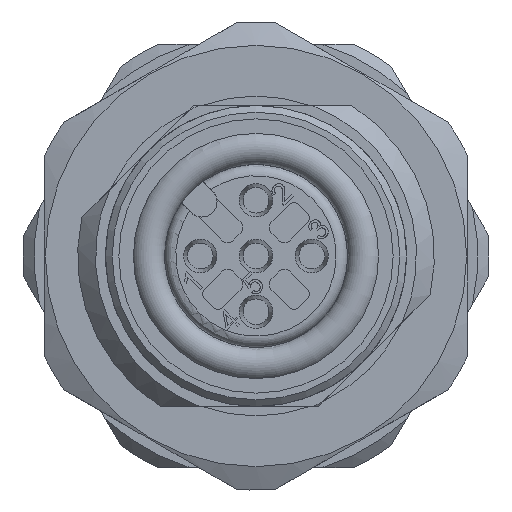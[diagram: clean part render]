
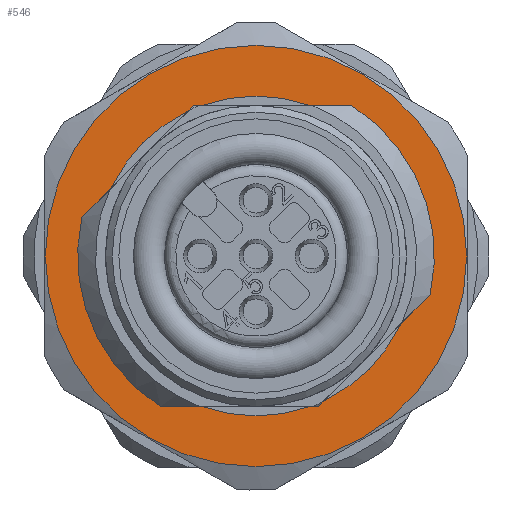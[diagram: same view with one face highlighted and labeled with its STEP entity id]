
A CAD part, front view. The second image highlights one B-rep face of the part: STEP entity #546.
In plain terms, the highlighted planar face has unit normal (0, -1, 0).
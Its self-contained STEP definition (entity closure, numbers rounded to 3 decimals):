
#276=FACE_BOUND('',#1093,.T.);
#277=FACE_BOUND('',#1094,.T.);
#418=PLANE('',#4652);
#546=ADVANCED_FACE('',(#276,#277),#418,.T.);
#1093=EDGE_LOOP('',(#2183));
#1094=EDGE_LOOP('',(#2184,#2185,#2186,#2187,#2188,#2189,#2190,#2191,#2192,
#2193,#2194,#2195,#2196,#2197));
#1428=LINE('',#6371,#1735);
#1430=LINE('',#6374,#1737);
#1436=LINE('',#6390,#1743);
#1437=LINE('',#6391,#1744);
#1443=LINE('',#6407,#1750);
#1445=LINE('',#6410,#1752);
#1450=LINE('',#6424,#1757);
#1451=LINE('',#6425,#1758);
#1735=VECTOR('',#5139,1.);
#1737=VECTOR('',#5141,1.);
#1743=VECTOR('',#5149,1.);
#1744=VECTOR('',#5150,1.);
#1750=VECTOR('',#5158,1.);
#1752=VECTOR('',#5160,1.);
#1757=VECTOR('',#5167,1.);
#1758=VECTOR('',#5168,1.);
#2183=ORIENTED_EDGE('',*,*,#3847,.F.);
#2184=ORIENTED_EDGE('',*,*,#3820,.F.);
#2185=ORIENTED_EDGE('',*,*,#3827,.F.);
#2186=ORIENTED_EDGE('',*,*,#3848,.F.);
#2187=ORIENTED_EDGE('',*,*,#3828,.F.);
#2188=ORIENTED_EDGE('',*,*,#3803,.F.);
#2189=ORIENTED_EDGE('',*,*,#3843,.T.);
#2190=ORIENTED_EDGE('',*,*,#3849,.F.);
#2191=ORIENTED_EDGE('',*,*,#3844,.T.);
#2192=ORIENTED_EDGE('',*,*,#3835,.T.);
#2193=ORIENTED_EDGE('',*,*,#3850,.F.);
#2194=ORIENTED_EDGE('',*,*,#3837,.T.);
#2195=ORIENTED_EDGE('',*,*,#3780,.F.);
#2196=ORIENTED_EDGE('',*,*,#3818,.F.);
#2197=ORIENTED_EDGE('',*,*,#3851,.F.);
#3336=VERTEX_POINT('',#6263);
#3338=VERTEX_POINT('',#6266);
#3353=VERTEX_POINT('',#6328);
#3354=VERTEX_POINT('',#6330);
#3363=VERTEX_POINT('',#6370);
#3364=VERTEX_POINT('',#6373);
#3365=VERTEX_POINT('',#6375);
#3369=VERTEX_POINT('',#6389);
#3370=VERTEX_POINT('',#6392);
#3374=VERTEX_POINT('',#6406);
#3375=VERTEX_POINT('',#6408);
#3376=VERTEX_POINT('',#6411);
#3379=VERTEX_POINT('',#6423);
#3380=VERTEX_POINT('',#6426);
#3382=VERTEX_POINT('',#6432);
#3780=EDGE_CURVE('',#3336,#3338,#4405,.T.);
#3803=EDGE_CURVE('',#3353,#3354,#4414,.T.);
#3818=EDGE_CURVE('',#3363,#3336,#1428,.T.);
#3820=EDGE_CURVE('',#3364,#3365,#1430,.T.);
#3827=EDGE_CURVE('',#3369,#3364,#1436,.T.);
#3828=EDGE_CURVE('',#3354,#3370,#1437,.T.);
#3835=EDGE_CURVE('',#3375,#3374,#1443,.T.);
#3837=EDGE_CURVE('',#3376,#3338,#1445,.T.);
#3843=EDGE_CURVE('',#3353,#3379,#1450,.T.);
#3844=EDGE_CURVE('',#3380,#3375,#1451,.T.);
#3847=EDGE_CURVE('',#3382,#3382,#4421,.T.);
#3848=EDGE_CURVE('',#3370,#3369,#4422,.T.);
#3849=EDGE_CURVE('',#3380,#3379,#4423,.T.);
#3850=EDGE_CURVE('',#3376,#3374,#4424,.T.);
#3851=EDGE_CURVE('',#3365,#3363,#4425,.T.);
#4405=CIRCLE('',#4612,8.);
#4414=CIRCLE('',#4628,8.);
#4421=CIRCLE('',#4647,9.45);
#4422=CIRCLE('',#4648,7.172);
#4423=CIRCLE('',#4649,7.172);
#4424=CIRCLE('',#4650,7.172);
#4425=CIRCLE('',#4651,7.172);
#4612=AXIS2_PLACEMENT_3D('',#6265,#5064,#5065);
#4628=AXIS2_PLACEMENT_3D('',#6329,#5104,#5105);
#4647=AXIS2_PLACEMENT_3D('',#6431,#5173,#5174);
#4648=AXIS2_PLACEMENT_3D('',#6433,#5175,#5176);
#4649=AXIS2_PLACEMENT_3D('',#6434,#5177,#5178);
#4650=AXIS2_PLACEMENT_3D('',#6435,#5179,#5180);
#4651=AXIS2_PLACEMENT_3D('',#6436,#5181,#5182);
#4652=AXIS2_PLACEMENT_3D('',#6437,#5183,#5184);
#5064=DIRECTION('',(0.,-1.,0.));
#5065=DIRECTION('',(0.,0.,1.));
#5104=DIRECTION('',(0.,-1.,0.));
#5105=DIRECTION('',(0.,0.,1.));
#5139=DIRECTION('',(-0.707,0.,-0.707));
#5141=DIRECTION('',(-0.707,0.,-0.707));
#5149=DIRECTION('',(-1.,0.,0.));
#5150=DIRECTION('',(-1.,0.,0.));
#5158=DIRECTION('',(-1.,0.,0.));
#5160=DIRECTION('',(-1.,0.,0.));
#5167=DIRECTION('',(-0.707,0.,-0.707));
#5168=DIRECTION('',(-0.707,0.,-0.707));
#5173=DIRECTION('',(0.,1.,0.));
#5174=DIRECTION('',(0.5,0.,0.866));
#5175=DIRECTION('',(0.,-1.,0.));
#5176=DIRECTION('',(-0.5,0.,-0.866));
#5177=DIRECTION('',(0.,-1.,0.));
#5178=DIRECTION('',(-0.5,0.,-0.866));
#5179=DIRECTION('',(0.,-1.,0.));
#5180=DIRECTION('',(-0.5,0.,-0.866));
#5181=DIRECTION('',(0.,-1.,0.));
#5182=DIRECTION('',(-0.5,0.,-0.866));
#5183=DIRECTION('',(0.,-1.,0.));
#5184=DIRECTION('',(-0.5,0.,-0.866));
#6263=CARTESIAN_POINT('',(0.641,1.05,1.737));
#6265=CARTESIAN_POINT('',(8.45,1.05,0.));
#6266=CARTESIAN_POINT('',(4.156,1.05,-6.75));
#6328=CARTESIAN_POINT('',(16.259,1.05,-1.737));
#6329=CARTESIAN_POINT('',(8.45,1.05,0.));
#6330=CARTESIAN_POINT('',(12.744,1.05,6.75));
#6370=CARTESIAN_POINT('',(1.963,1.05,3.059));
#6371=CARTESIAN_POINT('',(-0.385,1.05,0.711));
#6373=CARTESIAN_POINT('',(5.654,1.05,6.75));
#6374=CARTESIAN_POINT('',(-0.385,1.05,0.711));
#6375=CARTESIAN_POINT('',(5.391,1.05,6.487));
#6389=CARTESIAN_POINT('',(6.026,1.05,6.75));
#6390=CARTESIAN_POINT('',(5.654,1.05,6.75));
#6391=CARTESIAN_POINT('',(5.654,1.05,6.75));
#6392=CARTESIAN_POINT('',(10.874,1.05,6.75));
#6406=CARTESIAN_POINT('',(10.874,1.05,-6.75));
#6407=CARTESIAN_POINT('',(2.706,1.05,-6.75));
#6408=CARTESIAN_POINT('',(11.246,1.05,-6.75));
#6410=CARTESIAN_POINT('',(2.706,1.05,-6.75));
#6411=CARTESIAN_POINT('',(6.026,1.05,-6.75));
#6423=CARTESIAN_POINT('',(14.937,1.05,-3.059));
#6424=CARTESIAN_POINT('',(11.246,1.05,-6.75));
#6425=CARTESIAN_POINT('',(11.246,1.05,-6.75));
#6426=CARTESIAN_POINT('',(11.509,1.05,-6.487));
#6431=CARTESIAN_POINT('',(8.45,1.05,0.));
#6432=CARTESIAN_POINT('',(13.175,1.05,8.184));
#6433=CARTESIAN_POINT('',(8.45,1.05,0.));
#6434=CARTESIAN_POINT('',(8.45,1.05,0.));
#6435=CARTESIAN_POINT('',(8.45,1.05,0.));
#6436=CARTESIAN_POINT('',(8.45,1.05,0.));
#6437=CARTESIAN_POINT('',(8.45,1.05,0.));
